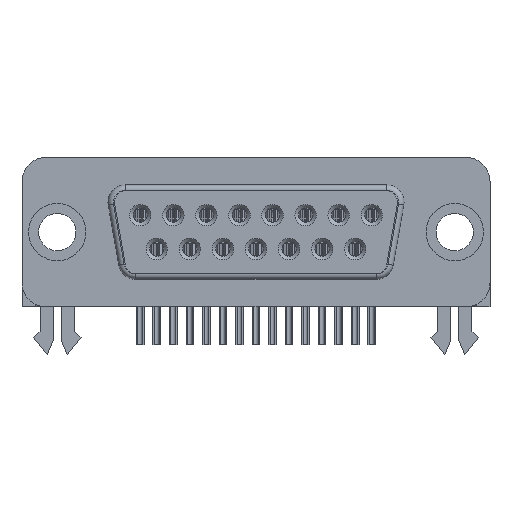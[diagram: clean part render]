
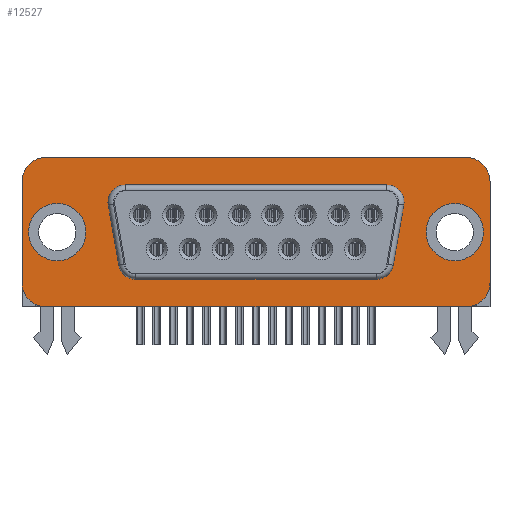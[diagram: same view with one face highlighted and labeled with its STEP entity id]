
A CAD part, front view. The second image highlights one B-rep face of the part: STEP entity #12527.
In plain terms, the highlighted planar face has unit normal (0, -1, 0).
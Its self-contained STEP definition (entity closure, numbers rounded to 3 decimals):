
#1442=LINE('',#20155,#2910);
#1443=LINE('',#20160,#2911);
#1444=LINE('',#20164,#2912);
#1445=LINE('',#20168,#2913);
#1446=LINE('',#20171,#2914);
#1447=LINE('',#20176,#2915);
#1448=LINE('',#20180,#2916);
#1449=LINE('',#20184,#2917);
#2910=VECTOR('',#16194,1000.);
#2911=VECTOR('',#16197,1000.);
#2912=VECTOR('',#16200,1000.);
#2913=VECTOR('',#16203,1000.);
#2914=VECTOR('',#16206,1000.);
#2915=VECTOR('',#16209,1000.);
#2916=VECTOR('',#16212,1000.);
#2917=VECTOR('',#16215,1000.);
#5784=ORIENTED_EDGE('',*,*,#8041,.T.);
#5785=ORIENTED_EDGE('',*,*,#8042,.T.);
#5786=ORIENTED_EDGE('',*,*,#8043,.T.);
#5787=ORIENTED_EDGE('',*,*,#8044,.T.);
#5788=ORIENTED_EDGE('',*,*,#8045,.T.);
#5789=ORIENTED_EDGE('',*,*,#8046,.T.);
#5790=ORIENTED_EDGE('',*,*,#8047,.T.);
#5791=ORIENTED_EDGE('',*,*,#8048,.T.);
#5792=ORIENTED_EDGE('',*,*,#8049,.T.);
#5793=ORIENTED_EDGE('',*,*,#8050,.T.);
#5794=ORIENTED_EDGE('',*,*,#8051,.F.);
#5795=ORIENTED_EDGE('',*,*,#8052,.T.);
#5796=ORIENTED_EDGE('',*,*,#8053,.F.);
#5797=ORIENTED_EDGE('',*,*,#8054,.T.);
#5798=ORIENTED_EDGE('',*,*,#8055,.F.);
#5799=ORIENTED_EDGE('',*,*,#8056,.T.);
#5800=ORIENTED_EDGE('',*,*,#8057,.F.);
#5801=ORIENTED_EDGE('',*,*,#8058,.T.);
#8041=EDGE_CURVE('',#9362,#9362,#9807,.T.);
#8042=EDGE_CURVE('',#9363,#9363,#9808,.T.);
#8043=EDGE_CURVE('',#9364,#9365,#1442,.T.);
#8044=EDGE_CURVE('',#9365,#9366,#9809,.T.);
#8045=EDGE_CURVE('',#9366,#9367,#1443,.T.);
#8046=EDGE_CURVE('',#9367,#9368,#9810,.T.);
#8047=EDGE_CURVE('',#9368,#9369,#1444,.T.);
#8048=EDGE_CURVE('',#9369,#9370,#9811,.T.);
#8049=EDGE_CURVE('',#9370,#9371,#1445,.T.);
#8050=EDGE_CURVE('',#9371,#9364,#9812,.T.);
#8051=EDGE_CURVE('',#9372,#9373,#1446,.T.);
#8052=EDGE_CURVE('',#9372,#9374,#9813,.F.);
#8053=EDGE_CURVE('',#9375,#9374,#1447,.T.);
#8054=EDGE_CURVE('',#9375,#9376,#9814,.F.);
#8055=EDGE_CURVE('',#9377,#9376,#1448,.T.);
#8056=EDGE_CURVE('',#9377,#9378,#9815,.F.);
#8057=EDGE_CURVE('',#9379,#9378,#1449,.T.);
#8058=EDGE_CURVE('',#9379,#9373,#9816,.F.);
#9362=VERTEX_POINT('',#20152);
#9363=VERTEX_POINT('',#20154);
#9364=VERTEX_POINT('',#20156);
#9365=VERTEX_POINT('',#20157);
#9366=VERTEX_POINT('',#20159);
#9367=VERTEX_POINT('',#20161);
#9368=VERTEX_POINT('',#20163);
#9369=VERTEX_POINT('',#20165);
#9370=VERTEX_POINT('',#20167);
#9371=VERTEX_POINT('',#20169);
#9372=VERTEX_POINT('',#20172);
#9373=VERTEX_POINT('',#20173);
#9374=VERTEX_POINT('',#20175);
#9375=VERTEX_POINT('',#20177);
#9376=VERTEX_POINT('',#20179);
#9377=VERTEX_POINT('',#20181);
#9378=VERTEX_POINT('',#20183);
#9379=VERTEX_POINT('',#20185);
#9807=CIRCLE('',#13492,2.4);
#9808=CIRCLE('',#13493,2.4);
#9809=CIRCLE('',#13494,1.428);
#9810=CIRCLE('',#13495,1.428);
#9811=CIRCLE('',#13496,1.428);
#9812=CIRCLE('',#13497,1.428);
#9813=CIRCLE('',#13498,2.);
#9814=CIRCLE('',#13499,2.);
#9815=CIRCLE('',#13500,2.);
#9816=CIRCLE('',#13501,2.);
#10517=EDGE_LOOP('',(#5784));
#10518=EDGE_LOOP('',(#5785));
#10519=EDGE_LOOP('',(#5786,#5787,#5788,#5789,#5790,#5791,#5792,#5793));
#10520=EDGE_LOOP('',(#5794,#5795,#5796,#5797,#5798,#5799,#5800,#5801));
#11305=FACE_BOUND('',#10517,.T.);
#11306=FACE_BOUND('',#10518,.T.);
#11307=FACE_BOUND('',#10519,.T.);
#11308=FACE_BOUND('',#10520,.T.);
#11929=PLANE('',#13491);
#12527=ADVANCED_FACE('',(#11305,#11306,#11307,#11308),#11929,.F.);
#13491=AXIS2_PLACEMENT_3D('',#20150,#16188,#16189);
#13492=AXIS2_PLACEMENT_3D('',#20151,#16190,#16191);
#13493=AXIS2_PLACEMENT_3D('',#20153,#16192,#16193);
#13494=AXIS2_PLACEMENT_3D('',#20158,#16195,#16196);
#13495=AXIS2_PLACEMENT_3D('',#20162,#16198,#16199);
#13496=AXIS2_PLACEMENT_3D('',#20166,#16201,#16202);
#13497=AXIS2_PLACEMENT_3D('',#20170,#16204,#16205);
#13498=AXIS2_PLACEMENT_3D('',#20174,#16207,#16208);
#13499=AXIS2_PLACEMENT_3D('',#20178,#16210,#16211);
#13500=AXIS2_PLACEMENT_3D('',#20182,#16213,#16214);
#13501=AXIS2_PLACEMENT_3D('',#20186,#16216,#16217);
#16188=DIRECTION('',(0.,1.,0.));
#16189=DIRECTION('',(0.,0.,1.));
#16190=DIRECTION('',(0.,1.,0.));
#16191=DIRECTION('',(0.,0.,1.));
#16192=DIRECTION('',(0.,1.,0.));
#16193=DIRECTION('',(0.,0.,1.));
#16194=DIRECTION('',(-0.174,0.,0.985));
#16195=DIRECTION('',(0.,1.,0.));
#16196=DIRECTION('',(0.,0.,1.));
#16197=DIRECTION('',(1.,0.,0.));
#16198=DIRECTION('',(0.,1.,0.));
#16199=DIRECTION('',(0.,0.,1.));
#16200=DIRECTION('',(-0.174,0.,-0.985));
#16201=DIRECTION('',(0.,1.,0.));
#16202=DIRECTION('',(0.,0.,1.));
#16203=DIRECTION('',(-1.,0.,0.));
#16204=DIRECTION('',(0.,1.,0.));
#16205=DIRECTION('',(0.,0.,1.));
#16206=DIRECTION('',(1.,0.,0.));
#16207=DIRECTION('',(0.,1.,0.));
#16208=DIRECTION('',(0.,0.,1.));
#16209=DIRECTION('',(0.,0.,1.));
#16210=DIRECTION('',(0.,1.,0.));
#16211=DIRECTION('',(0.,0.,1.));
#16212=DIRECTION('',(-1.,0.,0.));
#16213=DIRECTION('',(0.,1.,0.));
#16214=DIRECTION('',(0.,0.,1.));
#16215=DIRECTION('',(0.,0.,-1.));
#16216=DIRECTION('',(0.,1.,0.));
#16217=DIRECTION('',(0.,0.,1.));
#20150=CARTESIAN_POINT('',(0.,-0.45,0.));
#20151=CARTESIAN_POINT('',(-16.65,-0.45,0.));
#20152=CARTESIAN_POINT('',(-16.65,-0.45,2.4));
#20153=CARTESIAN_POINT('',(16.65,-0.45,0.));
#20154=CARTESIAN_POINT('',(16.65,-0.45,2.4));
#20155=CARTESIAN_POINT('',(-11.616,-0.45,-2.048));
#20156=CARTESIAN_POINT('',(-11.489,-0.45,-2.77));
#20157=CARTESIAN_POINT('',(-12.378,-0.45,2.274));
#20158=CARTESIAN_POINT('',(-10.972,-0.45,2.522));
#20159=CARTESIAN_POINT('',(-10.972,-0.45,3.95));
#20160=CARTESIAN_POINT('',(0.,-0.45,3.95));
#20161=CARTESIAN_POINT('',(10.972,-0.45,3.95));
#20162=CARTESIAN_POINT('',(10.972,-0.45,2.522));
#20163=CARTESIAN_POINT('',(12.378,-0.45,2.274));
#20164=CARTESIAN_POINT('',(11.616,-0.45,-2.048));
#20165=CARTESIAN_POINT('',(11.489,-0.45,-2.77));
#20166=CARTESIAN_POINT('',(10.083,-0.45,-2.522));
#20167=CARTESIAN_POINT('',(10.083,-0.45,-3.95));
#20168=CARTESIAN_POINT('',(0.,-0.45,-3.95));
#20169=CARTESIAN_POINT('',(-10.083,-0.45,-3.95));
#20170=CARTESIAN_POINT('',(-10.083,-0.45,-2.522));
#20171=CARTESIAN_POINT('',(-19.6,-0.45,6.25));
#20172=CARTESIAN_POINT('',(-17.6,-0.45,6.25));
#20173=CARTESIAN_POINT('',(17.6,-0.45,6.25));
#20174=CARTESIAN_POINT('',(-17.6,-0.45,4.25));
#20175=CARTESIAN_POINT('',(-19.6,-0.45,4.25));
#20176=CARTESIAN_POINT('',(-19.6,-0.45,-6.25));
#20177=CARTESIAN_POINT('',(-19.6,-0.45,-4.25));
#20178=CARTESIAN_POINT('',(-17.6,-0.45,-4.25));
#20179=CARTESIAN_POINT('',(-17.6,-0.45,-6.25));
#20180=CARTESIAN_POINT('',(19.6,-0.45,-6.25));
#20181=CARTESIAN_POINT('',(17.6,-0.45,-6.25));
#20182=CARTESIAN_POINT('',(17.6,-0.45,-4.25));
#20183=CARTESIAN_POINT('',(19.6,-0.45,-4.25));
#20184=CARTESIAN_POINT('',(19.6,-0.45,6.25));
#20185=CARTESIAN_POINT('',(19.6,-0.45,4.25));
#20186=CARTESIAN_POINT('',(17.6,-0.45,4.25));
